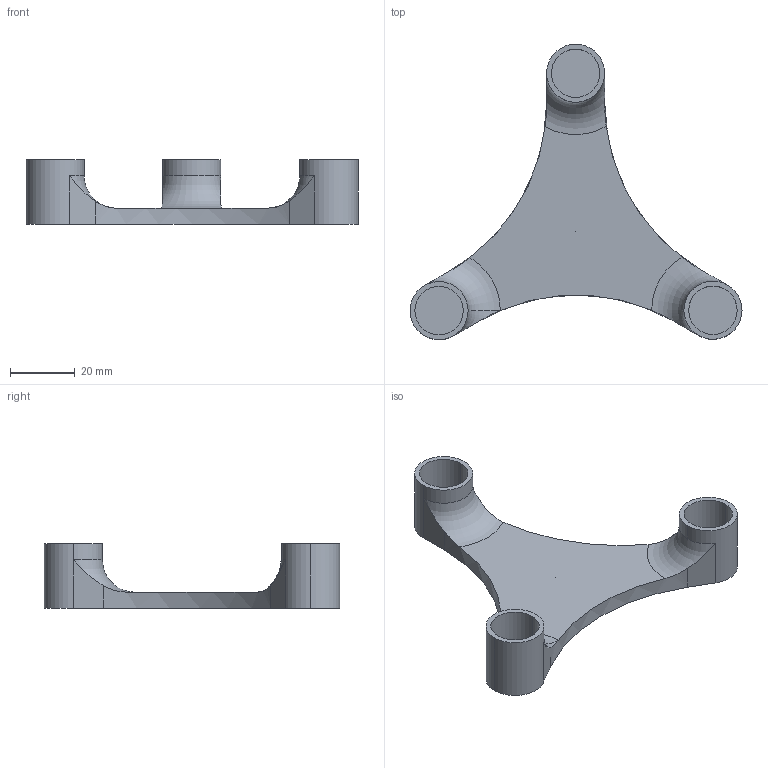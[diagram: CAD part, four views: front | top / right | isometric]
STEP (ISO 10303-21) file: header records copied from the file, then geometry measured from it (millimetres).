
FILE_DESCRIPTION (( 'STEP AP214' ), '1' );
FILE_NAME ('Springmount.STEP', '2025-01-27T16:36:52', ( '' ), ( '' ), 'SwSTEP 2.0', 'SolidWorks 2023', '' );
FILE_SCHEMA (( 'AUTOMOTIVE_DESIGN' ));
Length unit declared in the file: millimetre
Products named in the file (1): Springmount
Bounding box: 102.87 x 91.56 x 20 mm (x, y, z)
Volume: 22242 mm3; surface area: 13139.9 mm2
Topology: 1 solids, 1 shells, 36 faces, 90 edges, 59 vertices
Faces by surface type: plane 17, cylinder 15, torus 4
Entity records: 1182 total; most frequent: CARTESIAN_POINT 279, DIRECTION 189, ORIENTED_EDGE 180, EDGE_CURVE 90, AXIS2_PLACEMENT_3D 75, VERTEX_POINT 59, EDGE_LOOP 41, LINE 39
